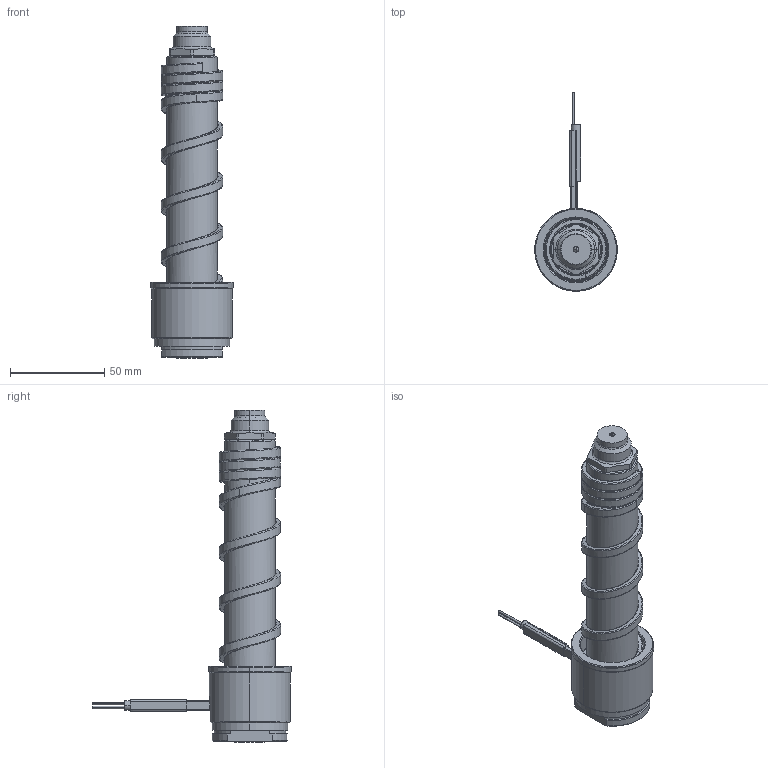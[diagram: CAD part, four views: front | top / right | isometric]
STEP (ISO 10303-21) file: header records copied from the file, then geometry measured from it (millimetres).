
FILE_DESCRIPTION((''),'2;1');
FILE_NAME('EL-176-BEU-N','2014-02-28T',('Íàòàëüÿ'),('IMID'),'PRO/ENGINEER BY PARAMETRIC TECHNOLOGY CORPORATION, 2010180','PRO/ENGINEER BY PARAMETRIC TECHNOLOGY CORPORATION, 2010180','');
FILE_SCHEMA(('CONFIG_CONTROL_DESIGN'));
Length unit declared in the file: millimetre
Products named in the file (1): EL-176-BEU-N
Bounding box: 44 x 105.5 x 176.3 mm (x, y, z)
Volume: 120397.1 mm3; surface area: 44868.8 mm2
Topology: 1 solids, 9 shells, 335 faces, 841 edges, 504 vertices
Faces by surface type: cylinder 106, bspline 65, cone 62, plane 54, torus 29, revolution 9, extrusion 8, sphere 2
Entity records: 19767 total; most frequent: CARTESIAN_POINT 12183, ORIENTED_EDGE 1642, DIRECTION 1449, EDGE_CURVE 833, AXIS2_PLACEMENT_3D 577, VERTEX_POINT 504, EDGE_LOOP 359, FACE_OUTER_BOUND 335
